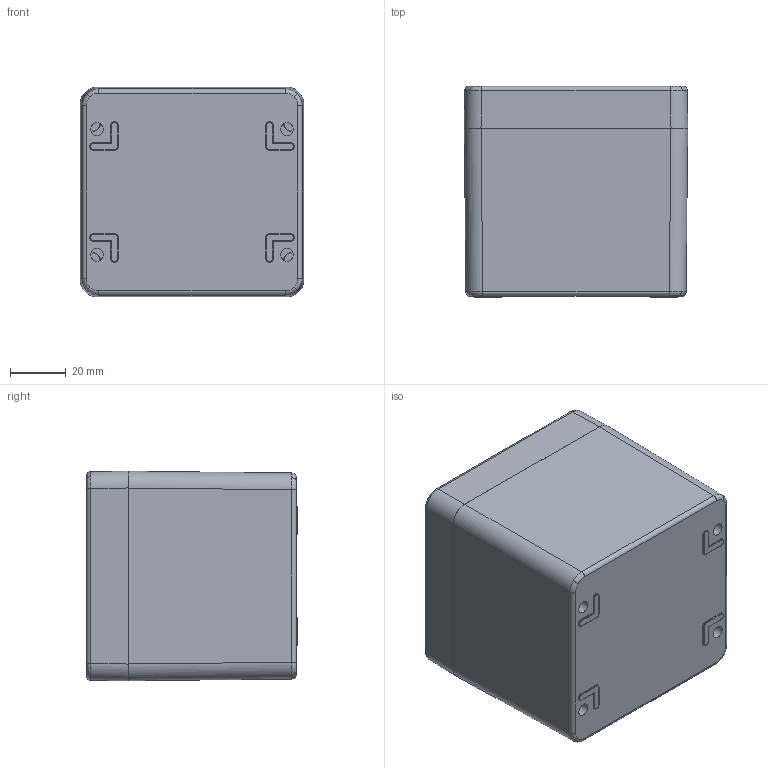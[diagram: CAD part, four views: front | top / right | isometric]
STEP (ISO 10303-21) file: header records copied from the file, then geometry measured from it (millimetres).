
FILE_DESCRIPTION(/* description */ (''),/* implementation_level */ '2;1');
FILE_NAME(/* name */ '17080808000-RST.stp',/* time_stamp */ '2021-09-08T11:48:56+02:00',/* author */ ('sl'),/* organization */ (''),/* preprocessor_version */ 'ST-DEVELOPER v16.5',/* originating_system */ 'Autodesk Inventor 2017',/* authorisation */ '');
FILE_SCHEMA (('AUTOMOTIVE_DESIGN { 1 0 10303 214 3 1 1 }'));
Length unit declared in the file: millimetre
Products named in the file (9): Ex-Polyester-Gehäuse-02-BG-0001-17_080808_000; Deckel-Ex-Polyester-Gehäuse-02-BG-0003-17_080808_0
00; Deckel-Ex-Polyester-Gehäuse-02-BT-0001-17_080808_0
00; Deckel-Ex-Polyester-Gehäuse-02-BT-0001-17_080808_000_1; UT-Ex-Polyester-Gehäuse-02-BG-0002-17_080808_000; 23041-Ex Unterteil; 86221; 86223; SchraubeM4x24-7
Assembly tree (15 placements, depth 3):
  Ex-Polyester-Gehäuse-02-BG-0001-17_080808_000
    Deckel-Ex-Polyester-Gehäuse-02-BG-0003-17_080808_0
00
      Deckel-Ex-Polyester-Gehäuse-02-BT-0001-17_080808_0
00
      Deckel-Ex-Polyester-Gehäuse-02-BT-0001-17_080808_000_1
    UT-Ex-Polyester-Gehäuse-02-BG-0002-17_080808_000
      86223  x4
      23041-Ex Unterteil
      86221  x2
    SchraubeM4x24-7  x4
Bounding box: 80 x 75.5 x 75 mm (x, y, z)
Volume: 171248.6 mm3; surface area: 77555 mm2
Topology: 13 solids, 13 shells, 779 faces, 1856 edges, 1124 vertices
Faces by surface type: plane 251, cylinder 168, bspline 152, cone 120, torus 84, sphere 4
Full cylindrical faces by diameter (mm): 3.3 x6, 3.5 x8, 3.52 x4, 4 x4, 5 x6, 5.5 x4
Entity records: 23319 total; most frequent: CARTESIAN_POINT 9815, DIRECTION 2878, ORIENTED_EDGE 2692, EDGE_CURVE 1346, AXIS2_PLACEMENT_3D 1213, VERTEX_POINT 844, EDGE_LOOP 734, FACE_OUTER_BOUND 615
